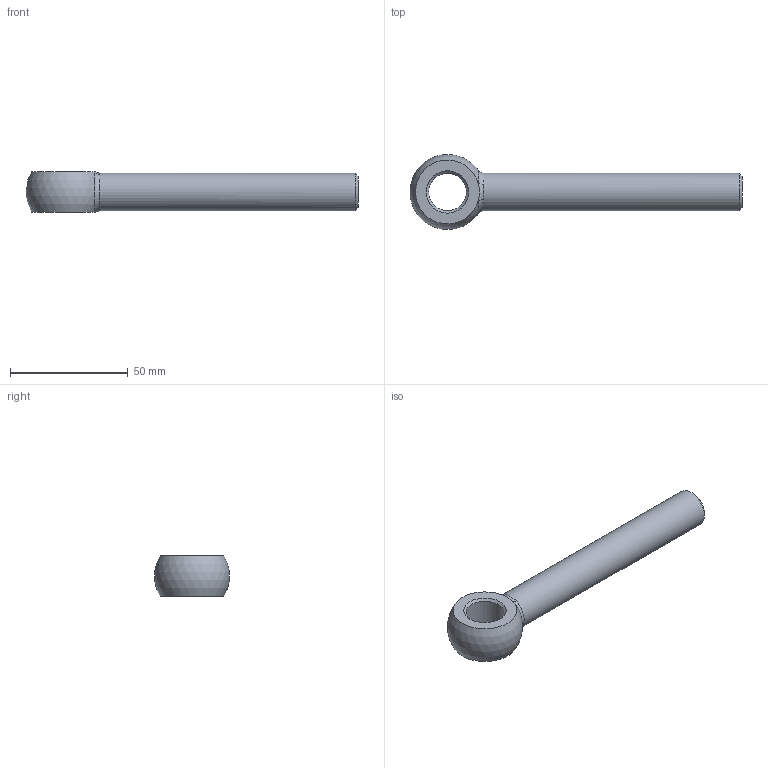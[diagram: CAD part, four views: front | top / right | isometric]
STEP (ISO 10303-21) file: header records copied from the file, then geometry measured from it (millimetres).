
FILE_DESCRIPTION( ( 'Unknown' ), '1' );
FILE_NAME( 'PT09-16125.stp', 'Unknown', ( 'Unknown' ), ( 'Unknown' ), 'XStep 1.0', 'Unknown', ' ' );
FILE_SCHEMA( ( 'CONFIG_CONTROL_DESIGN' ) );
Length unit declared in the file: millimetre
Products named in the file (1): 1
Bounding box: 140.9 x 31.79 x 17 mm (x, y, z)
Volume: 31023.3 mm3; surface area: 8781.5 mm2
Topology: 1 solids, 1 shells, 13 faces, 28 edges, 17 vertices
Faces by surface type: cone 3, plane 3, bspline 2, torus 2, cylinder 2, sphere 1
Full cylindrical faces by diameter (mm): 16 x2
Entity records: 698 total; most frequent: CARTESIAN_POINT 402, DIRECTION 60, ORIENTED_EDGE 40, AXIS2_PLACEMENT_3D 30, EDGE_LOOP 20, EDGE_CURVE 20, CIRCLE 18, FACE_OUTER_BOUND 15
